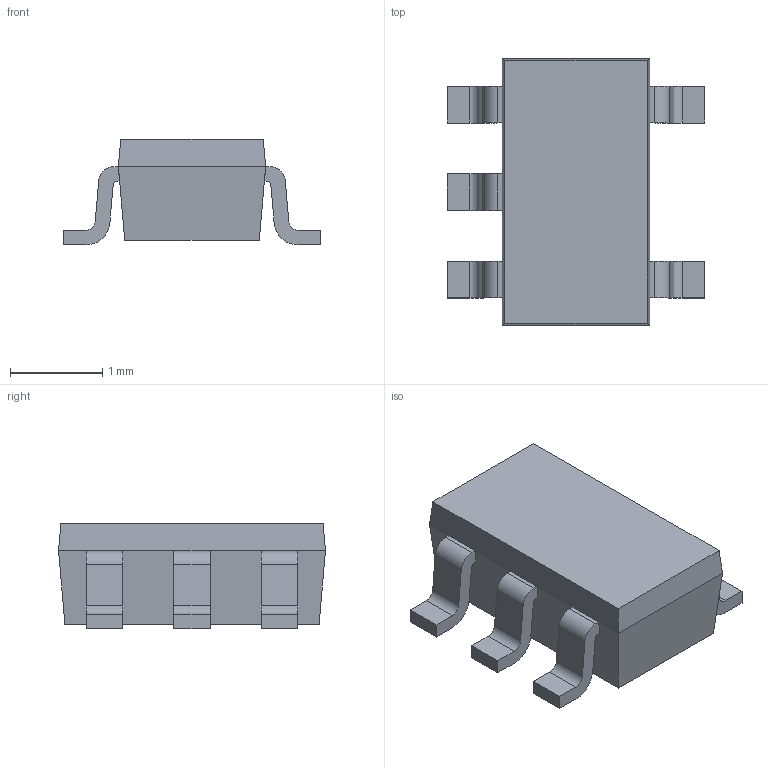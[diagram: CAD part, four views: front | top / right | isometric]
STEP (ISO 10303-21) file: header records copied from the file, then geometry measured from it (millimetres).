
FILE_DESCRIPTION (( 'STEP AP214' ), '1' );
FILE_NAME ('SMV_z90.STEP', '2023-03-26T02:43:15', ( '' ), ( '' ), 'SwSTEP 2.0', 'SolidWorks 2021', '' );
FILE_SCHEMA (( 'AUTOMOTIVE_DESIGN' ));
Length unit declared in the file: millimetre
Products named in the file (7): Component5.stp; Component2.stp; Component3.stp; Component4.stp; SMV_z90; Component1.stp; Component6.stp
Assembly tree (6 placements, depth 2):
  SMV_z90
    Component1.stp
    Component2.stp
    Component3.stp
    Component4.stp
    Component5.stp
    Component6.stp
Bounding box: 2.8 x 2.9 x 1.15 mm (x, y, z)
Volume: 5.2 mm3; surface area: 25.2 mm2
Topology: 6 solids, 6 shells, 80 faces, 200 edges, 132 vertices
Faces by surface type: plane 60, cylinder 20
Entity records: 2658 total; most frequent: CARTESIAN_POINT 421, DIRECTION 418, ORIENTED_EDGE 400, EDGE_CURVE 200, LINE 160, VECTOR 160, VERTEX_POINT 132, AXIS2_PLACEMENT_3D 129
